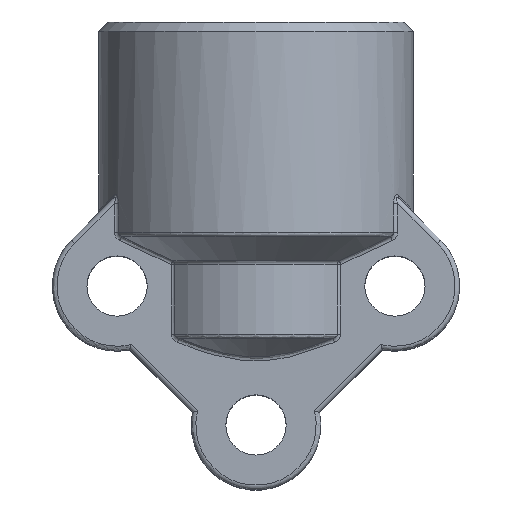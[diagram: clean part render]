
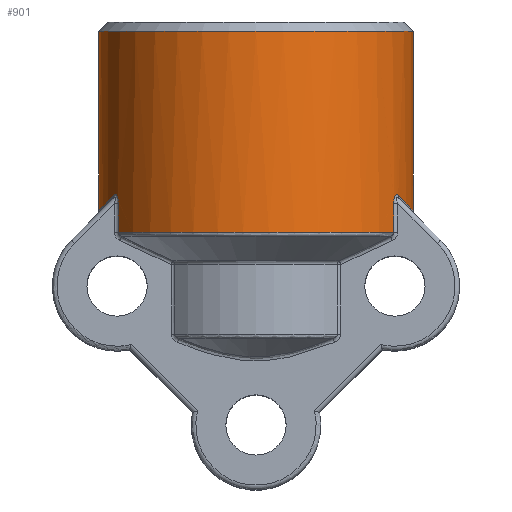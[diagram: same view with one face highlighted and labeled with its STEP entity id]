
A CAD part, top view. The second image highlights one B-rep face of the part: STEP entity #901.
In plain terms, the highlighted cylindrical face has radius 17 mm (diameter 34 mm), a full revolution.
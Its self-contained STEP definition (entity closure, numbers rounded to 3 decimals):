
#43=LINE('',#1606,#71);
#44=LINE('',#1611,#72);
#71=VECTOR('',#1153,1000.);
#72=VECTOR('',#1156,1000.);
#113=CYLINDRICAL_SURFACE('',#1005,17.);
#141=CIRCLE('',#984,17.);
#154=CIRCLE('',#1006,17.);
#187=B_SPLINE_CURVE_WITH_KNOTS('',3,(#1329,#1330,#1331,#1332,#1333,#1334,
#1335,#1336,#1337,#1338,#1339,#1340,#1341,#1342,#1343,#1344,#1345,#1346,
#1347,#1348,#1349,#1350),.UNSPECIFIED.,.F.,.F.,(4,1,1,1,1,1,1,1,1,1,1,1,
1,1,1,1,1,1,1,4),(0.,0.063,0.125,0.188,0.219,0.234,0.25,0.266,
0.281,0.313,0.375,0.438,0.469,0.5,0.531,0.563,0.625,0.75,0.875,
1.),.UNSPECIFIED.);
#191=B_SPLINE_CURVE_WITH_KNOTS('',3,(#1369,#1370,#1371,#1372),
 .UNSPECIFIED.,.F.,.F.,(4,4),(0.,1.),.UNSPECIFIED.);
#200=B_SPLINE_CURVE_WITH_KNOTS('',3,(#1613,#1614,#1615,#1616,#1617,#1618,
#1619),.UNSPECIFIED.,.F.,.F.,(4,1,1,1,4),(0.,0.25,0.5,
0.75,1.),.UNSPECIFIED.);
#201=B_SPLINE_CURVE_WITH_KNOTS('',3,(#1620,#1621,#1622,#1623,#1624,#1625,
#1626,#1627,#1628,#1629,#1630,#1631,#1632,#1633,#1634,#1635,#1636,#1637,
#1638,#1639,#1640,#1641),.UNSPECIFIED.,.F.,.F.,(4,1,1,1,1,1,1,1,1,1,1,1,
1,1,1,1,1,1,1,4),(0.,0.125,0.25,0.375,0.438,0.469,0.5,0.531,0.563,
0.625,0.688,0.719,0.734,0.75,0.766,0.781,0.813,0.875,0.938,
1.),.UNSPECIFIED.);
#202=B_SPLINE_CURVE_WITH_KNOTS('',3,(#1643,#1644,#1645,#1646,#1647,#1648),
 .UNSPECIFIED.,.F.,.F.,(4,1,1,4),(0.,0.5,0.75,1.),.UNSPECIFIED.);
#203=B_SPLINE_CURVE_WITH_KNOTS('',3,(#1650,#1651,#1652,#1653,#1654,#1655),
 .UNSPECIFIED.,.F.,.F.,(4,1,1,4),(0.,0.25,0.5,1.),.UNSPECIFIED.);
#204=B_SPLINE_CURVE_WITH_KNOTS('',3,(#1656,#1657,#1658,#1659),
 .UNSPECIFIED.,.F.,.F.,(4,4),(0.,1.),.UNSPECIFIED.);
#205=B_SPLINE_CURVE_WITH_KNOTS('',3,(#1661,#1662,#1663,#1664,#1665,#1666),
 .UNSPECIFIED.,.F.,.F.,(4,1,1,4),(0.,0.25,0.5,1.),.UNSPECIFIED.);
#292=ORIENTED_EDGE('',*,*,#519,.T.);
#293=ORIENTED_EDGE('',*,*,#536,.T.);
#294=ORIENTED_EDGE('',*,*,#537,.T.);
#295=ORIENTED_EDGE('',*,*,#538,.T.);
#296=ORIENTED_EDGE('',*,*,#539,.T.);
#297=ORIENTED_EDGE('',*,*,#500,.T.);
#298=ORIENTED_EDGE('',*,*,#540,.T.);
#299=ORIENTED_EDGE('',*,*,#541,.T.);
#300=ORIENTED_EDGE('',*,*,#542,.T.);
#301=ORIENTED_EDGE('',*,*,#496,.T.);
#302=ORIENTED_EDGE('',*,*,#543,.T.);
#303=ORIENTED_EDGE('',*,*,#544,.T.);
#496=EDGE_CURVE('',#624,#623,#187,.T.);
#500=EDGE_CURVE('',#628,#627,#191,.T.);
#519=EDGE_CURVE('',#646,#646,#141,.T.);
#536=EDGE_CURVE('',#661,#662,#43,.T.);
#537=EDGE_CURVE('',#662,#663,#154,.T.);
#538=EDGE_CURVE('',#663,#664,#44,.T.);
#539=EDGE_CURVE('',#664,#628,#200,.T.);
#540=EDGE_CURVE('',#627,#665,#201,.T.);
#541=EDGE_CURVE('',#665,#666,#202,.T.);
#542=EDGE_CURVE('',#666,#624,#203,.T.);
#543=EDGE_CURVE('',#623,#667,#204,.T.);
#544=EDGE_CURVE('',#667,#661,#205,.T.);
#623=VERTEX_POINT('',#1328);
#624=VERTEX_POINT('',#1351);
#627=VERTEX_POINT('',#1368);
#628=VERTEX_POINT('',#1373);
#646=VERTEX_POINT('',#1434);
#661=VERTEX_POINT('',#1607);
#662=VERTEX_POINT('',#1608);
#663=VERTEX_POINT('',#1610);
#664=VERTEX_POINT('',#1612);
#665=VERTEX_POINT('',#1642);
#666=VERTEX_POINT('',#1649);
#667=VERTEX_POINT('',#1660);
#738=EDGE_LOOP('',(#292));
#739=EDGE_LOOP('',(#293,#294,#295,#296,#297,#298,#299,#300,#301,#302,#303));
#826=FACE_BOUND('',#738,.T.);
#827=FACE_BOUND('',#739,.T.);
#901=ADVANCED_FACE('',(#826,#827),#113,.T.);
#984=AXIS2_PLACEMENT_3D('',#1433,#1109,#1110);
#1005=AXIS2_PLACEMENT_3D('',#1605,#1151,#1152);
#1006=AXIS2_PLACEMENT_3D('',#1609,#1154,#1155);
#1109=DIRECTION('',(0.,-1.,0.));
#1110=DIRECTION('',(0.,0.,1.));
#1151=DIRECTION('',(0.,-1.,0.));
#1152=DIRECTION('',(0.,0.,-1.));
#1153=DIRECTION('',(0.,-1.,0.));
#1154=DIRECTION('',(0.,1.,0.));
#1155=DIRECTION('',(0.,0.,-1.));
#1156=DIRECTION('',(0.,1.,0.));
#1328=CARTESIAN_POINT('',(-17.,8.107,18.));
#1329=CARTESIAN_POINT('',(-5.152,20.303,1.799));
#1330=CARTESIAN_POINT('',(-5.612,19.83,1.946));
#1331=CARTESIAN_POINT('',(-6.497,18.919,2.27));
#1332=CARTESIAN_POINT('',(-7.716,17.665,2.833));
#1333=CARTESIAN_POINT('',(-8.645,16.708,3.352));
#1334=CARTESIAN_POINT('',(-9.242,16.092,3.729));
#1335=CARTESIAN_POINT('',(-9.58,15.745,3.956));
#1336=CARTESIAN_POINT('',(-9.8,15.519,4.107));
#1337=CARTESIAN_POINT('',(-10.116,15.193,4.336));
#1338=CARTESIAN_POINT('',(-10.493,14.805,4.621));
#1339=CARTESIAN_POINT('',(-11.146,14.134,5.148));
#1340=CARTESIAN_POINT('',(-12.003,13.252,5.935));
#1341=CARTESIAN_POINT('',(-12.769,12.462,6.762));
#1342=CARTESIAN_POINT('',(-13.335,11.88,7.449));
#1343=CARTESIAN_POINT('',(-13.716,11.487,7.949));
#1344=CARTESIAN_POINT('',(-14.134,11.058,8.544));
#1345=CARTESIAN_POINT('',(-14.633,10.545,9.325));
#1346=CARTESIAN_POINT('',(-15.422,9.733,10.742));
#1347=CARTESIAN_POINT('',(-16.273,8.854,12.85));
#1348=CARTESIAN_POINT('',(-16.866,8.245,15.392));
#1349=CARTESIAN_POINT('',(-17.,8.107,17.134));
#1350=CARTESIAN_POINT('',(-17.,8.107,18.));
#1351=CARTESIAN_POINT('',(-5.152,20.303,1.799));
#1368=CARTESIAN_POINT('',(17.,8.107,18.001));
#1369=CARTESIAN_POINT('',(15.36,9.795,25.286));
#1370=CARTESIAN_POINT('',(16.453,8.67,22.981));
#1371=CARTESIAN_POINT('',(17.,8.107,20.469));
#1372=CARTESIAN_POINT('',(17.,8.107,18.001));
#1373=CARTESIAN_POINT('',(15.359,9.795,25.286));
#1433=CARTESIAN_POINT('',(0.,27.5,18.));
#1434=CARTESIAN_POINT('',(0.,27.5,35.));
#1605=CARTESIAN_POINT('',(0.,28.5,18.));
#1606=CARTESIAN_POINT('',(-14.86,28.5,26.257));
#1607=CARTESIAN_POINT('',(-14.86,8.895,26.257));
#1608=CARTESIAN_POINT('',(-14.86,5.789,26.257));
#1609=CARTESIAN_POINT('',(0.,5.789,18.));
#1610=CARTESIAN_POINT('',(14.86,5.789,26.257));
#1611=CARTESIAN_POINT('',(14.86,28.5,26.257));
#1612=CARTESIAN_POINT('',(14.86,8.895,26.257));
#1613=CARTESIAN_POINT('',(14.86,8.895,26.257));
#1614=CARTESIAN_POINT('',(14.86,9.075,26.257));
#1615=CARTESIAN_POINT('',(14.885,9.389,26.212));
#1616=CARTESIAN_POINT('',(14.975,9.715,26.05));
#1617=CARTESIAN_POINT('',(15.173,9.924,25.671));
#1618=CARTESIAN_POINT('',(15.294,9.863,25.424));
#1619=CARTESIAN_POINT('',(15.359,9.795,25.286));
#1620=CARTESIAN_POINT('',(17.,8.107,18.));
#1621=CARTESIAN_POINT('',(17.,8.107,17.134));
#1622=CARTESIAN_POINT('',(16.866,8.245,15.392));
#1623=CARTESIAN_POINT('',(16.273,8.854,12.85));
#1624=CARTESIAN_POINT('',(15.422,9.733,10.742));
#1625=CARTESIAN_POINT('',(14.633,10.545,9.325));
#1626=CARTESIAN_POINT('',(14.134,11.058,8.544));
#1627=CARTESIAN_POINT('',(13.716,11.487,7.949));
#1628=CARTESIAN_POINT('',(13.335,11.88,7.449));
#1629=CARTESIAN_POINT('',(12.769,12.462,6.762));
#1630=CARTESIAN_POINT('',(12.003,13.252,5.935));
#1631=CARTESIAN_POINT('',(11.146,14.134,5.148));
#1632=CARTESIAN_POINT('',(10.493,14.805,4.621));
#1633=CARTESIAN_POINT('',(10.116,15.193,4.336));
#1634=CARTESIAN_POINT('',(9.8,15.519,4.107));
#1635=CARTESIAN_POINT('',(9.58,15.745,3.956));
#1636=CARTESIAN_POINT('',(9.242,16.092,3.729));
#1637=CARTESIAN_POINT('',(8.645,16.708,3.353));
#1638=CARTESIAN_POINT('',(7.716,17.664,2.833));
#1639=CARTESIAN_POINT('',(6.497,18.919,2.27));
#1640=CARTESIAN_POINT('',(5.612,19.83,1.946));
#1641=CARTESIAN_POINT('',(5.152,20.303,1.799));
#1642=CARTESIAN_POINT('',(5.152,20.303,1.799));
#1643=CARTESIAN_POINT('',(5.152,20.303,1.799));
#1644=CARTESIAN_POINT('',(4.474,21.001,1.584));
#1645=CARTESIAN_POINT('',(3.308,21.809,1.281));
#1646=CARTESIAN_POINT('',(1.436,22.405,1.04));
#1647=CARTESIAN_POINT('',(0.485,22.5,1.));
#1648=CARTESIAN_POINT('',(0.,22.5,1.));
#1649=CARTESIAN_POINT('',(0.,22.5,1.));
#1650=CARTESIAN_POINT('',(0.,22.5,1.));
#1651=CARTESIAN_POINT('',(-0.486,22.5,1.));
#1652=CARTESIAN_POINT('',(-1.438,22.405,1.041));
#1653=CARTESIAN_POINT('',(-3.311,21.808,1.282));
#1654=CARTESIAN_POINT('',(-4.475,21.,1.584));
#1655=CARTESIAN_POINT('',(-5.152,20.303,1.799));
#1656=CARTESIAN_POINT('',(-17.,8.107,18.));
#1657=CARTESIAN_POINT('',(-17.,8.107,20.468));
#1658=CARTESIAN_POINT('',(-16.453,8.669,22.98));
#1659=CARTESIAN_POINT('',(-15.36,9.795,25.286));
#1660=CARTESIAN_POINT('',(-15.36,9.795,25.286));
#1661=CARTESIAN_POINT('',(-15.36,9.795,25.286));
#1662=CARTESIAN_POINT('',(-15.292,9.865,25.429));
#1663=CARTESIAN_POINT('',(-15.165,9.925,25.687));
#1664=CARTESIAN_POINT('',(-14.917,9.647,26.159));
#1665=CARTESIAN_POINT('',(-14.86,9.261,26.257));
#1666=CARTESIAN_POINT('',(-14.86,8.895,26.257));
